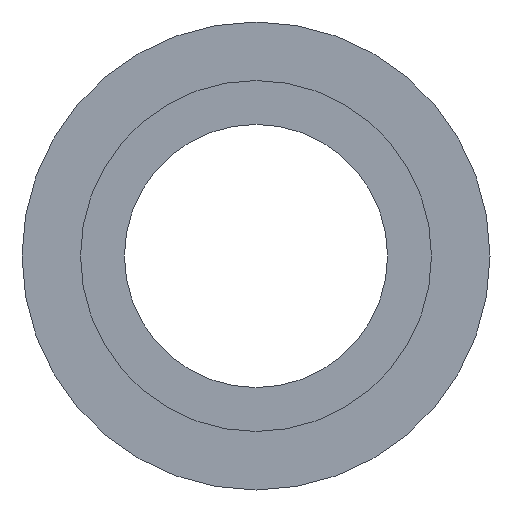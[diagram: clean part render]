
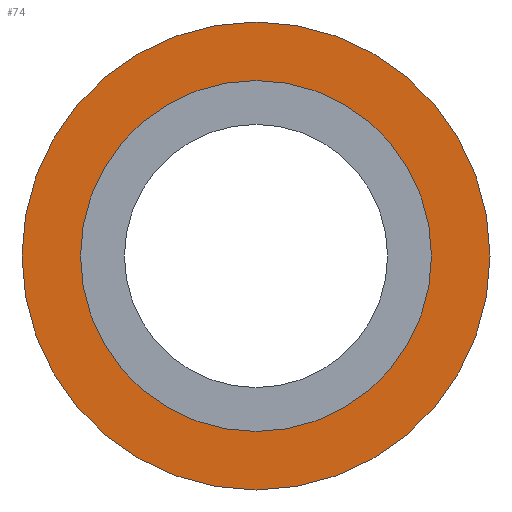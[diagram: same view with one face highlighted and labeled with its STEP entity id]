
A CAD part, front view. The second image highlights one B-rep face of the part: STEP entity #74.
In plain terms, the highlighted planar face has unit normal (0, -1, 0).
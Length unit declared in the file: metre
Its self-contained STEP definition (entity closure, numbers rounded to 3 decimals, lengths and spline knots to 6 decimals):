
#13=PLANE('',#96);
#19=ORIENTED_EDGE('',*,*,#30,.T.);
#20=ORIENTED_EDGE('',*,*,#28,.F.);
#28=EDGE_CURVE('',#34,#34,#40,.T.);
#30=EDGE_CURVE('',#36,#36,#42,.T.);
#34=VERTEX_POINT('',#134);
#36=VERTEX_POINT('',#140);
#40=CIRCLE('',#93,0.0016);
#42=CIRCLE('',#97,0.0012);
#49=EDGE_LOOP('',(#19));
#50=EDGE_LOOP('',(#20));
#61=FACE_BOUND('',#49,.T.);
#62=FACE_BOUND('',#50,.T.);
#74=ADVANCED_FACE('',(#61,#62),#13,.F.);
#93=AXIS2_PLACEMENT_3D('',#133,#109,#110);
#96=AXIS2_PLACEMENT_3D('',#138,#115,#116);
#97=AXIS2_PLACEMENT_3D('',#139,#117,#118);
#109=DIRECTION('',(0.,1.,0.));
#110=DIRECTION('',(1.,0.,0.));
#115=DIRECTION('',(0.,1.,0.));
#116=DIRECTION('',(1.,0.,0.));
#117=DIRECTION('',(0.,1.,0.));
#118=DIRECTION('',(1.,0.,0.));
#133=CARTESIAN_POINT('',(0.0254,0.00092,-0.0254));
#134=CARTESIAN_POINT('',(0.027,0.00092,-0.0254));
#138=CARTESIAN_POINT('',(0.0254,0.00092,-0.0254));
#139=CARTESIAN_POINT('',(0.0254,0.00092,-0.0254));
#140=CARTESIAN_POINT('',(0.0266,0.00092,-0.0254));
